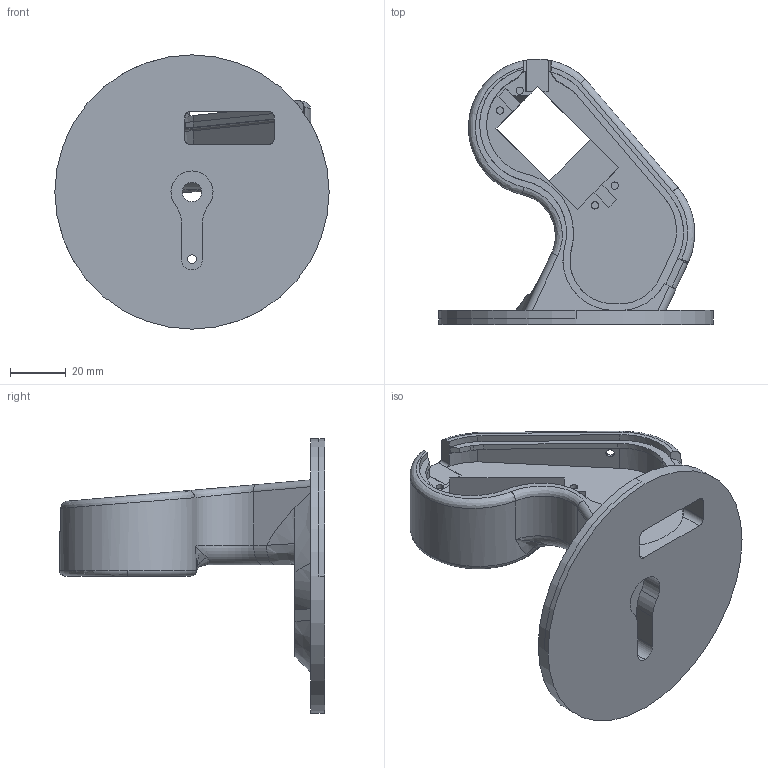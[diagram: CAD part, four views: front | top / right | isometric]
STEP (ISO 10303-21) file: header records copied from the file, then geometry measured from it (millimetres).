
FILE_DESCRIPTION((''),'2;1');
FILE_NAME('BASEGELENK','2025-04-26T18:37:30',('ZOMBULLI'),('CARL ZEISS'),'CREO PARAMETRIC BY PTC INC, 2024014','CREO PARAMETRIC BY PTC INC, 2024014','');
FILE_SCHEMA(('AUTOMOTIVE_DESIGN { 1 0 10303 214 1 1 1 1 }'));
Length unit declared in the file: millimetre
Products named in the file (1): BASEGELENK
Bounding box: 98 x 94.76 x 98 mm (x, y, z)
Volume: 103759.1 mm3; surface area: 36289.9 mm2
Topology: 1 solids, 1 shells, 154 faces, 470 edges, 321 vertices
Faces by surface type: plane 62, cylinder 56, bspline 19, cone 7, extrusion 5, torus 5
Entity records: 8151 total; most frequent: CARTESIAN_POINT 2541, ORIENTED_EDGE 940, DIRECTION 727, PRESENTATION_STYLE_ASSIGNMENT 476, STYLED_ITEM 476, CURVE_STYLE 475, EDGE_CURVE 470, VERTEX_POINT 321
